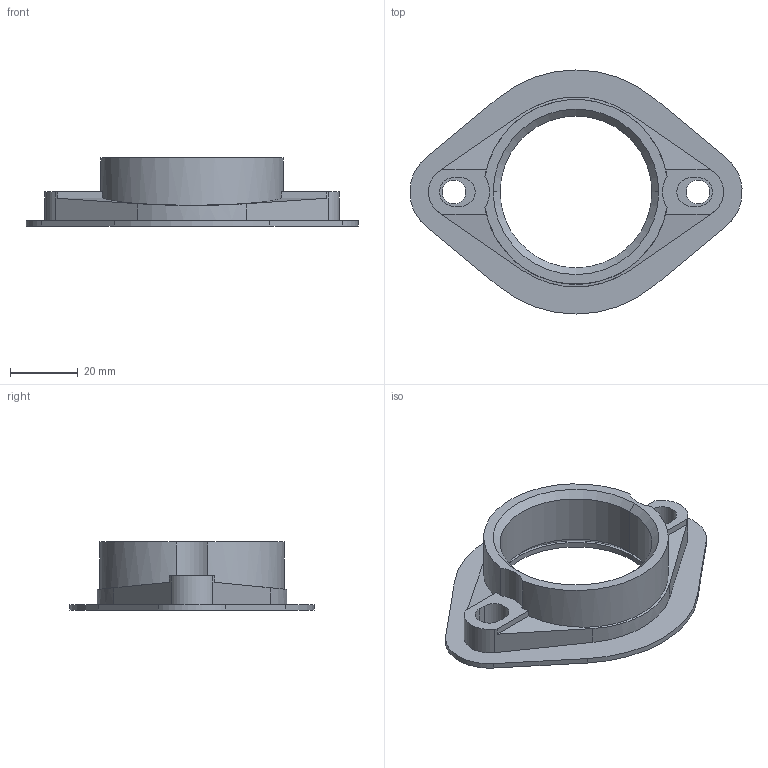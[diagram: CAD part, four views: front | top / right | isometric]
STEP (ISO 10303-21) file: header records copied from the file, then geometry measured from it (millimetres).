
FILE_DESCRIPTION((''),'2;1');
FILE_NAME('401-00146_ASM','2017-06-26T',('cfitz'),('vacuvane vacuum technology gmbh'),'CREO PARAMETRIC BY PTC INC, 2016130','CREO PARAMETRIC BY PTC INC, 2016130','');
FILE_SCHEMA(('CONFIG_CONTROL_DESIGN'));
Length unit declared in the file: millimetre
Products named in the file (3): 401-00152; 401-00186; 401-00146_ASM
Assembly tree (2 placements, depth 2):
  401-00146_ASM
    401-00152
    401-00186
Bounding box: 97.92 x 72 x 20.1 mm (x, y, z)
Volume: 22687.9 mm3; surface area: 15929.7 mm2
Topology: 2 solids, 2 shells, 52 faces, 140 edges, 92 vertices
Faces by surface type: plane 24, cylinder 24, cone 4
Entity records: 1819 total; most frequent: CARTESIAN_POINT 360, DIRECTION 302, ORIENTED_EDGE 280, EDGE_CURVE 140, AXIS2_PLACEMENT_3D 109, VERTEX_POINT 92, VECTOR 84, LINE 84
